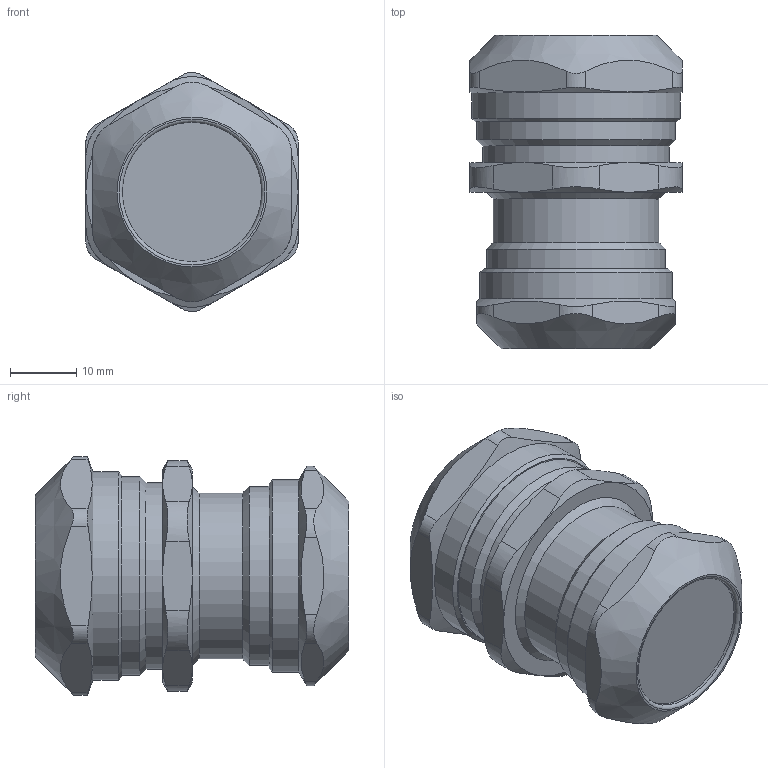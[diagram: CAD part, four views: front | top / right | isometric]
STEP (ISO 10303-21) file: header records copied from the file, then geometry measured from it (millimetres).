
FILE_DESCRIPTION(/* description */ (''),/* implementation_level */ '2;1');
FILE_NAME(/* name */ '',/* time_stamp */ '2023-09-26T13:27:14+07:00',/* author */ ('zeta-86'),/* organization */ (''),/* preprocessor_version */ 'ST-DEVELOPER v19.2',/* originating_system */ 'Autodesk Inventor 2024',/* authorisation */ '');
FILE_SCHEMA (('AUTOMOTIVE_DESIGN { 1 0 10303 214 3 1 1 }'));
Length unit declared in the file: millimetre
Products named in the file (1): ЗЭТА.045.550.000 СБ
Bounding box: 32 x 47.22 x 36.02 mm (x, y, z)
Volume: 31076.1 mm3; surface area: 6494.6 mm2
Topology: 1 solids, 1 shells, 74 faces, 179 edges, 114 vertices
Faces by surface type: plane 26, cylinder 26, cone 21, torus 1
Full cylindrical faces by diameter (mm): 21 x1, 22.3 x1, 25 x1, 27 x1, 28.1 x1, 29 x1, 30 x1, 31.41 x1
Entity records: 2540 total; most frequent: CARTESIAN_POINT 868, ORIENTED_EDGE 358, DIRECTION 279, EDGE_CURVE 179, VERTEX_POINT 113, AXIS2_PLACEMENT_3D 113, EDGE_LOOP 80, FACE_OUTER_BOUND 74
